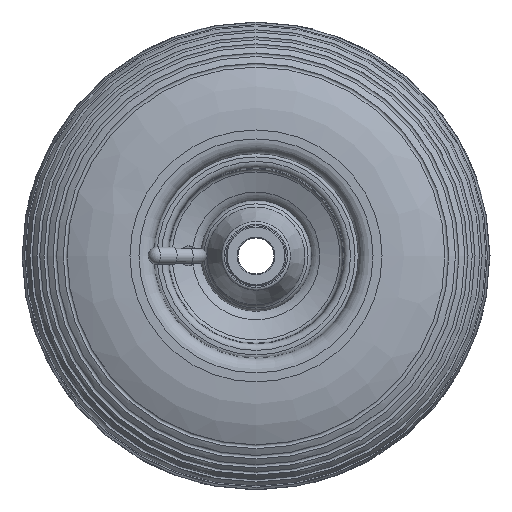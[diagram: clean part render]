
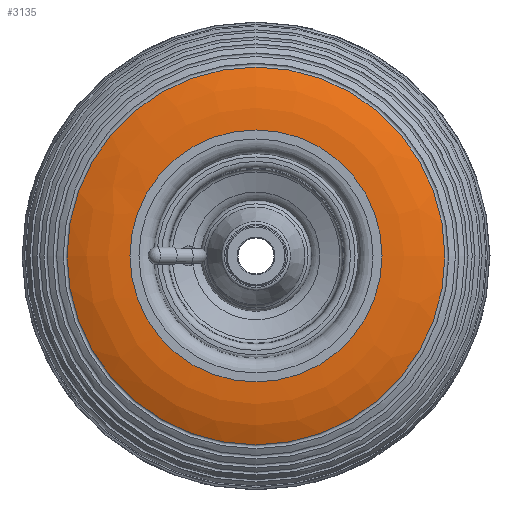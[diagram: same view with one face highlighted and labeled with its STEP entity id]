
A CAD part, left-side view. The second image highlights one B-rep face of the part: STEP entity #3135.
In plain terms, the highlighted free-form (B-spline) face has degree [3, 3] with [4, 7] control points.
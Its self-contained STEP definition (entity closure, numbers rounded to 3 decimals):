
#89 = AXIS2_PLACEMENT_3D ( 'NONE', #1430, #2448, #151 ) ;
#143 = CIRCLE ( 'NONE', #89, 104.935 ) ;
#151 = DIRECTION ( 'NONE',  ( 0., 0., 1. ) ) ;
#184 = CARTESIAN_POINT ( 'NONE',  ( -39.764, 94.663, -189.327 ) ) ;
#213 = FACE_OUTER_BOUND ( 'NONE', #650, .T. ) ;
#254 = CARTESIAN_POINT ( 'NONE',  ( -42.5, -70., 0. ) ) ;
#380 = EDGE_CURVE ( 'NONE', #3306, #3306, #3149, .T. ) ;
#441 = CARTESIAN_POINT ( 'NONE',  ( -34.553, 104.935, -209.87 ) ) ;
#490 = DIRECTION ( 'NONE',  ( 0., 0., 1. ) ) ;
#511 = VERTEX_POINT ( 'NONE', #661 ) ;
#550 = AXIS2_PLACEMENT_3D ( 'NONE', #748, #2497, #490 ) ;
#650 = EDGE_LOOP ( 'NONE', ( #2514 ) ) ;
#661 = CARTESIAN_POINT ( 'NONE',  ( -34.553, 0., 104.935 ) ) ;
#711 = CARTESIAN_POINT ( 'NONE',  ( -34.553, 104.935, 0. ) ) ;
#748 = CARTESIAN_POINT ( 'NONE',  ( -42.5, 0., 0. ) ) ;
#896 = CARTESIAN_POINT ( 'NONE',  ( -42.5, 0., 70. ) ) ;
#956 = CARTESIAN_POINT ( 'NONE',  ( -34.553, -104.935, -209.87 ) ) ;
#1028 = CARTESIAN_POINT ( 'NONE',  ( -42.5, 70., 0. ) ) ;
#1214 = CARTESIAN_POINT ( 'NONE',  ( -34.553, -104.935, 0. ) ) ;
#1224 = CARTESIAN_POINT ( 'NONE',  ( -42.5, -82.634, 165.268 ) ) ;
#1367 =( BOUNDED_SURFACE ( )  B_SPLINE_SURFACE ( 3, 3, ( 
 ( #711, #441, #956, #1214, #2719, #3230, #1711 ),
 ( #2999, #184, #2222, #2249, #1458, #2468, #1987 ),
 ( #2988, #2489, #3008, #3245, #1224, #1981, #1775 ),
 ( #2530, #2525, #1533, #254, #2022, #3051, #1028 ) ),
 .UNSPECIFIED., .F., .T., .T. ) 
 B_SPLINE_SURFACE_WITH_KNOTS ( ( 4, 4 ),
 ( 4, 3, 4 ),
 ( 0., 1. ),
 ( 0., 0.5, 1. ),
 .UNSPECIFIED. ) 
 GEOMETRIC_REPRESENTATION_ITEM ( )  RATIONAL_B_SPLINE_SURFACE ( (
 ( 1., 0.333, 0.333, 1., 0.333, 0.333, 1.),
 ( 0.968, 0.323, 0.323, 0.968, 0.323, 0.323, 0.968),
 ( 0.968, 0.323, 0.323, 0.968, 0.323, 0.323, 0.968),
 ( 1., 0.333, 0.333, 1., 0.333, 0.333, 1.) ) ) 
 REPRESENTATION_ITEM ( '' )  SURFACE ( )  );
#1430 = CARTESIAN_POINT ( 'NONE',  ( -34.553, 0., 0. ) ) ;
#1458 = CARTESIAN_POINT ( 'NONE',  ( -39.764, -94.663, 189.327 ) ) ;
#1533 = CARTESIAN_POINT ( 'NONE',  ( -42.5, -70., -140. ) ) ;
#1711 = CARTESIAN_POINT ( 'NONE',  ( -34.553, 104.935, 0. ) ) ;
#1775 = CARTESIAN_POINT ( 'NONE',  ( -42.5, 82.634, 0. ) ) ;
#1962 = ORIENTED_EDGE ( 'NONE', *, *, #2559, .F. ) ;
#1981 = CARTESIAN_POINT ( 'NONE',  ( -42.5, 82.634, 165.268 ) ) ;
#1987 = CARTESIAN_POINT ( 'NONE',  ( -39.764, 94.663, 0. ) ) ;
#2022 = CARTESIAN_POINT ( 'NONE',  ( -42.5, -70., 140. ) ) ;
#2222 = CARTESIAN_POINT ( 'NONE',  ( -39.764, -94.663, -189.327 ) ) ;
#2249 = CARTESIAN_POINT ( 'NONE',  ( -39.764, -94.663, 0. ) ) ;
#2448 = DIRECTION ( 'NONE',  ( 1., 0., 0. ) ) ;
#2468 = CARTESIAN_POINT ( 'NONE',  ( -39.764, 94.663, 189.327 ) ) ;
#2489 = CARTESIAN_POINT ( 'NONE',  ( -42.5, 82.634, -165.268 ) ) ;
#2497 = DIRECTION ( 'NONE',  ( -1., 0., 0. ) ) ;
#2514 = ORIENTED_EDGE ( 'NONE', *, *, #380, .F. ) ;
#2525 = CARTESIAN_POINT ( 'NONE',  ( -42.5, 70., -140. ) ) ;
#2530 = CARTESIAN_POINT ( 'NONE',  ( -42.5, 70., 0. ) ) ;
#2559 = EDGE_CURVE ( 'NONE', #511, #511, #143, .T. ) ;
#2719 = CARTESIAN_POINT ( 'NONE',  ( -34.553, -104.935, 209.87 ) ) ;
#2749 = FACE_OUTER_BOUND ( 'NONE', #3273, .T. ) ;
#2988 = CARTESIAN_POINT ( 'NONE',  ( -42.5, 82.634, 0. ) ) ;
#2999 = CARTESIAN_POINT ( 'NONE',  ( -39.764, 94.663, 0. ) ) ;
#3008 = CARTESIAN_POINT ( 'NONE',  ( -42.5, -82.634, -165.268 ) ) ;
#3051 = CARTESIAN_POINT ( 'NONE',  ( -42.5, 70., 140. ) ) ;
#3135 = ADVANCED_FACE ( 'NONE', ( #213, #2749 ), #1367, .F. ) ;
#3149 = CIRCLE ( 'NONE', #550, 70. ) ;
#3230 = CARTESIAN_POINT ( 'NONE',  ( -34.553, 104.935, 209.87 ) ) ;
#3245 = CARTESIAN_POINT ( 'NONE',  ( -42.5, -82.634, 0. ) ) ;
#3273 = EDGE_LOOP ( 'NONE', ( #1962 ) ) ;
#3306 = VERTEX_POINT ( 'NONE', #896 ) ;
